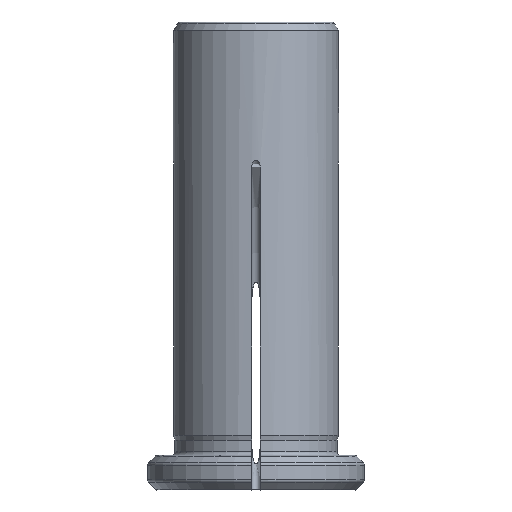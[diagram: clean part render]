
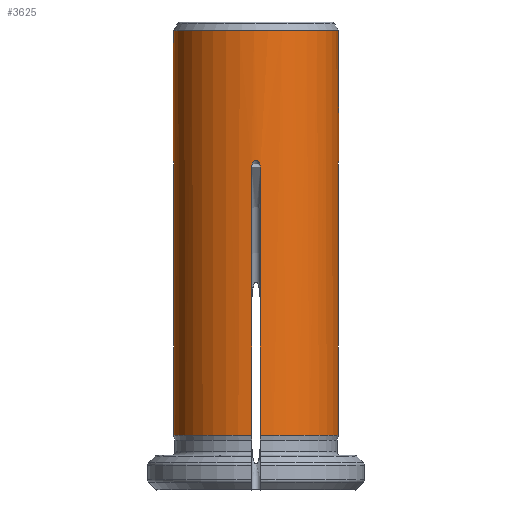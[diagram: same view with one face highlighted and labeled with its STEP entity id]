
A CAD part, front view. The second image highlights one B-rep face of the part: STEP entity #3625.
In plain terms, the highlighted cylindrical face has radius 9.525 mm (diameter 19.05 mm), a full revolution.
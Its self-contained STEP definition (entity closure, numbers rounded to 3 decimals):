
#84=CYLINDRICAL_SURFACE('',#3913,9.525);
#107=CIRCLE('',#3781,9.525);
#129=CIRCLE('',#3818,9.525);
#144=CIRCLE('',#3848,9.525);
#161=CIRCLE('',#3884,9.525);
#172=CIRCLE('',#3911,9.525);
#218=B_SPLINE_CURVE_WITH_KNOTS('',3,(#5622,#5623,#5624,#5625,#5626,#5627,
#5628,#5629,#5630),.UNSPECIFIED.,.F.,.F.,(4,1,1,1,1,1,4),(0.003,
0.004,0.004,0.004,0.005,
0.005,0.005),.UNSPECIFIED.);
#241=B_SPLINE_CURVE_WITH_KNOTS('',3,(#5820,#5821,#5822,#5823,#5824,#5825,
#5826,#5827,#5828),.UNSPECIFIED.,.F.,.F.,(4,1,1,1,1,1,4),(0.003,
0.004,0.004,0.004,0.005,
0.005,0.005),.UNSPECIFIED.);
#260=B_SPLINE_CURVE_WITH_KNOTS('',3,(#5995,#5996,#5997,#5998,#5999,#6000,
#6001,#6002,#6003),.UNSPECIFIED.,.F.,.F.,(4,1,1,1,1,1,4),(0.003,
0.004,0.004,0.004,0.005,
0.005,0.005),.UNSPECIFIED.);
#275=B_SPLINE_CURVE_WITH_KNOTS('',3,(#6158,#6159,#6160,#6161,#6162,#6163,
#6164,#6165,#6166),.UNSPECIFIED.,.F.,.F.,(4,1,1,1,1,1,4),(0.003,
0.004,0.004,0.004,0.005,
0.005,0.005),.UNSPECIFIED.);
#756=ORIENTED_EDGE('',*,*,#1677,.T.);
#757=ORIENTED_EDGE('',*,*,#1500,.F.);
#758=ORIENTED_EDGE('',*,*,#1597,.T.);
#759=ORIENTED_EDGE('',*,*,#1594,.F.);
#760=ORIENTED_EDGE('',*,*,#1602,.F.);
#761=ORIENTED_EDGE('',*,*,#1562,.F.);
#762=ORIENTED_EDGE('',*,*,#1641,.T.);
#763=ORIENTED_EDGE('',*,*,#1638,.F.);
#764=ORIENTED_EDGE('',*,*,#1646,.F.);
#765=ORIENTED_EDGE('',*,*,#1606,.F.);
#766=ORIENTED_EDGE('',*,*,#1678,.T.);
#767=ORIENTED_EDGE('',*,*,#1679,.F.);
#768=ORIENTED_EDGE('',*,*,#1680,.F.);
#769=ORIENTED_EDGE('',*,*,#1655,.F.);
#770=ORIENTED_EDGE('',*,*,#1546,.T.);
#771=ORIENTED_EDGE('',*,*,#1543,.F.);
#772=ORIENTED_EDGE('',*,*,#1558,.F.);
#1500=EDGE_CURVE('',#2038,#2039,#107,.F.);
#1543=EDGE_CURVE('',#2076,#2077,#218,.T.);
#1546=EDGE_CURVE('',#2078,#2077,#2379,.T.);
#1558=EDGE_CURVE('',#2039,#2076,#2383,.T.);
#1562=EDGE_CURVE('',#2084,#2085,#129,.F.);
#1594=EDGE_CURVE('',#2108,#2109,#241,.T.);
#1597=EDGE_CURVE('',#2038,#2109,#2392,.T.);
#1602=EDGE_CURVE('',#2085,#2108,#2393,.T.);
#1606=EDGE_CURVE('',#2112,#2113,#144,.F.);
#1638=EDGE_CURVE('',#2136,#2137,#260,.T.);
#1641=EDGE_CURVE('',#2084,#2137,#2402,.T.);
#1646=EDGE_CURVE('',#2113,#2136,#2403,.T.);
#1655=EDGE_CURVE('',#2078,#2141,#161,.F.);
#1677=EDGE_CURVE('',#2156,#2156,#172,.T.);
#1678=EDGE_CURVE('',#2112,#2157,#2410,.T.);
#1679=EDGE_CURVE('',#2158,#2157,#275,.T.);
#1680=EDGE_CURVE('',#2141,#2158,#2411,.T.);
#2038=VERTEX_POINT('',#5451);
#2039=VERTEX_POINT('',#5453);
#2076=VERTEX_POINT('',#5621);
#2077=VERTEX_POINT('',#5631);
#2078=VERTEX_POINT('',#5636);
#2084=VERTEX_POINT('',#5686);
#2085=VERTEX_POINT('',#5688);
#2108=VERTEX_POINT('',#5819);
#2109=VERTEX_POINT('',#5829);
#2112=VERTEX_POINT('',#5861);
#2113=VERTEX_POINT('',#5863);
#2136=VERTEX_POINT('',#5994);
#2137=VERTEX_POINT('',#6004);
#2141=VERTEX_POINT('',#6047);
#2156=VERTEX_POINT('',#6153);
#2157=VERTEX_POINT('',#6157);
#2158=VERTEX_POINT('',#6167);
#2379=LINE('',#5635,#2717);
#2383=LINE('',#5676,#2721);
#2392=LINE('',#5833,#2730);
#2393=LINE('',#5851,#2731);
#2402=LINE('',#6008,#2740);
#2403=LINE('',#6026,#2741);
#2410=LINE('',#6156,#2748);
#2411=LINE('',#6168,#2749);
#2717=VECTOR('',#4216,1000.);
#2721=VECTOR('',#4222,1000.);
#2730=VECTOR('',#4289,1000.);
#2731=VECTOR('',#4292,1000.);
#2740=VECTOR('',#4359,1000.);
#2741=VECTOR('',#4362,1000.);
#2748=VECTOR('',#4445,1000.);
#2749=VECTOR('',#4446,1000.);
#3053=EDGE_LOOP('',(#756));
#3054=EDGE_LOOP('',(#757,#758,#759,#760,#761,#762,#763,#764,#765,#766,#767,
#768,#769,#770,#771,#772));
#3293=FACE_BOUND('',#3053,.T.);
#3294=FACE_BOUND('',#3054,.T.);
#3625=ADVANCED_FACE('',(#3293,#3294),#84,.T.);
#3781=AXIS2_PLACEMENT_3D('',#5452,#4141,#4142);
#3818=AXIS2_PLACEMENT_3D('',#5687,#4228,#4229);
#3848=AXIS2_PLACEMENT_3D('',#5862,#4298,#4299);
#3884=AXIS2_PLACEMENT_3D('',#6046,#4383,#4384);
#3911=AXIS2_PLACEMENT_3D('',#6152,#4439,#4440);
#3913=AXIS2_PLACEMENT_3D('',#6155,#4443,#4444);
#4141=DIRECTION('',(0.,0.,1.));
#4142=DIRECTION('',(1.,0.,0.));
#4216=DIRECTION('',(0.,0.,1.));
#4222=DIRECTION('',(0.,0.,1.));
#4228=DIRECTION('',(0.,0.,1.));
#4229=DIRECTION('',(1.,0.,0.));
#4289=DIRECTION('',(0.,0.,1.));
#4292=DIRECTION('',(0.,0.,1.));
#4298=DIRECTION('',(0.,0.,1.));
#4299=DIRECTION('',(1.,0.,0.));
#4359=DIRECTION('',(0.,0.,1.));
#4362=DIRECTION('',(0.,0.,1.));
#4383=DIRECTION('',(0.,0.,1.));
#4384=DIRECTION('',(1.,0.,0.));
#4439=DIRECTION('',(0.,0.,-1.));
#4440=DIRECTION('',(-1.,0.,0.));
#4443=DIRECTION('',(0.,0.,1.));
#4444=DIRECTION('',(1.,0.,0.));
#4445=DIRECTION('',(0.,0.,1.));
#4446=DIRECTION('',(0.,0.,1.));
#5451=CARTESIAN_POINT('',(-9.512,0.5,2.313));
#5452=CARTESIAN_POINT('',(0.,0.,2.313));
#5453=CARTESIAN_POINT('',(-0.5,9.512,2.313));
#5621=CARTESIAN_POINT('',(-0.5,9.512,33.219));
#5622=CARTESIAN_POINT('',(-0.5,9.512,33.219));
#5623=CARTESIAN_POINT('',(-0.5,9.512,33.397));
#5624=CARTESIAN_POINT('',(-0.452,9.515,33.662));
#5625=CARTESIAN_POINT('',(-0.261,9.522,33.971));
#5626=CARTESIAN_POINT('',(0.,9.526,34.104));
#5627=CARTESIAN_POINT('',(0.26,9.522,33.972));
#5628=CARTESIAN_POINT('',(0.451,9.515,33.664));
#5629=CARTESIAN_POINT('',(0.5,9.512,33.397));
#5630=CARTESIAN_POINT('',(0.5,9.512,33.219));
#5631=CARTESIAN_POINT('',(0.5,9.512,33.219));
#5635=CARTESIAN_POINT('',(0.5,9.512,60.));
#5636=CARTESIAN_POINT('',(0.5,9.512,2.313));
#5676=CARTESIAN_POINT('',(-0.5,9.512,60.));
#5686=CARTESIAN_POINT('',(-0.5,-9.512,2.313));
#5687=CARTESIAN_POINT('',(0.,0.,2.313));
#5688=CARTESIAN_POINT('',(-9.512,-0.5,2.313));
#5819=CARTESIAN_POINT('',(-9.512,-0.5,33.219));
#5820=CARTESIAN_POINT('',(-9.512,-0.5,33.219));
#5821=CARTESIAN_POINT('',(-9.512,-0.5,33.397));
#5822=CARTESIAN_POINT('',(-9.515,-0.452,33.662));
#5823=CARTESIAN_POINT('',(-9.522,-0.261,33.971));
#5824=CARTESIAN_POINT('',(-9.526,0.,34.104));
#5825=CARTESIAN_POINT('',(-9.522,0.26,33.972));
#5826=CARTESIAN_POINT('',(-9.515,0.451,33.664));
#5827=CARTESIAN_POINT('',(-9.512,0.5,33.397));
#5828=CARTESIAN_POINT('',(-9.512,0.5,33.219));
#5829=CARTESIAN_POINT('',(-9.512,0.5,33.219));
#5833=CARTESIAN_POINT('',(-9.512,0.5,60.));
#5851=CARTESIAN_POINT('',(-9.512,-0.5,60.));
#5861=CARTESIAN_POINT('',(9.512,-0.5,2.313));
#5862=CARTESIAN_POINT('',(0.,0.,2.313));
#5863=CARTESIAN_POINT('',(0.5,-9.512,2.313));
#5994=CARTESIAN_POINT('',(0.5,-9.512,33.219));
#5995=CARTESIAN_POINT('',(0.5,-9.512,33.219));
#5996=CARTESIAN_POINT('',(0.5,-9.512,33.397));
#5997=CARTESIAN_POINT('',(0.452,-9.515,33.662));
#5998=CARTESIAN_POINT('',(0.261,-9.522,33.971));
#5999=CARTESIAN_POINT('',(0.,-9.526,34.104));
#6000=CARTESIAN_POINT('',(-0.26,-9.522,33.972));
#6001=CARTESIAN_POINT('',(-0.451,-9.515,33.664));
#6002=CARTESIAN_POINT('',(-0.5,-9.512,33.397));
#6003=CARTESIAN_POINT('',(-0.5,-9.512,33.219));
#6004=CARTESIAN_POINT('',(-0.5,-9.512,33.219));
#6008=CARTESIAN_POINT('',(-0.5,-9.512,60.));
#6026=CARTESIAN_POINT('',(0.5,-9.512,60.));
#6046=CARTESIAN_POINT('',(0.,0.,2.313));
#6047=CARTESIAN_POINT('',(9.512,0.5,2.313));
#6152=CARTESIAN_POINT('',(0.,0.,48.986));
#6153=CARTESIAN_POINT('',(-9.525,0.,48.986));
#6155=CARTESIAN_POINT('',(0.,0.,60.));
#6156=CARTESIAN_POINT('',(9.512,-0.5,60.));
#6157=CARTESIAN_POINT('',(9.512,-0.5,33.219));
#6158=CARTESIAN_POINT('',(9.512,0.5,33.219));
#6159=CARTESIAN_POINT('',(9.512,0.5,33.397));
#6160=CARTESIAN_POINT('',(9.515,0.452,33.662));
#6161=CARTESIAN_POINT('',(9.522,0.261,33.971));
#6162=CARTESIAN_POINT('',(9.526,0.,34.104));
#6163=CARTESIAN_POINT('',(9.522,-0.26,33.972));
#6164=CARTESIAN_POINT('',(9.515,-0.451,33.664));
#6165=CARTESIAN_POINT('',(9.512,-0.5,33.397));
#6166=CARTESIAN_POINT('',(9.512,-0.5,33.219));
#6167=CARTESIAN_POINT('',(9.512,0.5,33.219));
#6168=CARTESIAN_POINT('',(9.512,0.5,60.));
